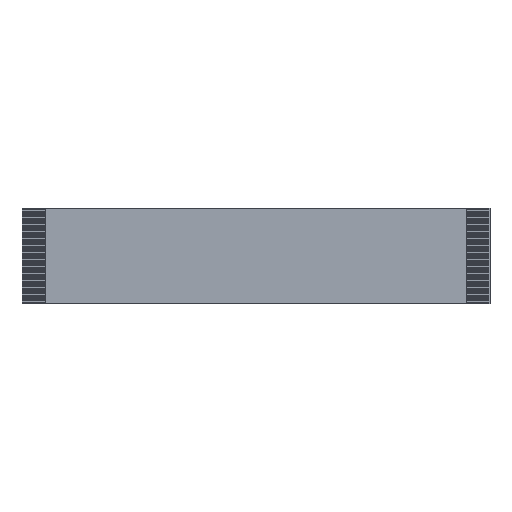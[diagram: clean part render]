
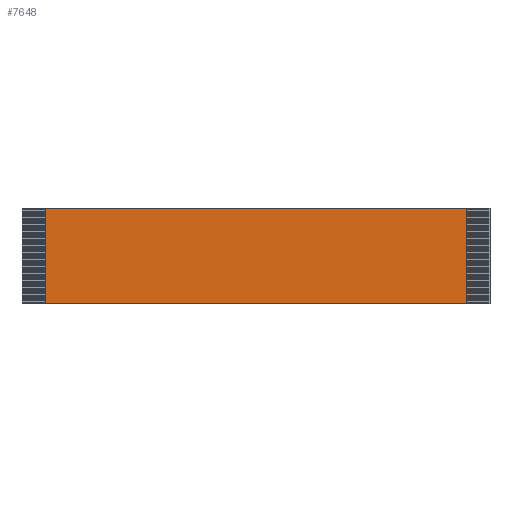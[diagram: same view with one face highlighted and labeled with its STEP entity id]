
A CAD part, top view. The second image highlights one B-rep face of the part: STEP entity #7648.
In plain terms, the highlighted planar face has unit normal (0, 0, 1).
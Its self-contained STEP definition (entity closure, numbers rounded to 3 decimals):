
#1629=ORIENTED_EDGE('',*,*,#2317,.T.);
#1630=ORIENTED_EDGE('',*,*,#2562,.F.);
#1631=ORIENTED_EDGE('',*,*,#2314,.F.);
#1632=ORIENTED_EDGE('',*,*,#2561,.T.);
#2314=EDGE_CURVE('',#3067,#3068,#3668,.T.);
#2317=EDGE_CURVE('',#3070,#3069,#3671,.T.);
#2561=EDGE_CURVE('',#3067,#3070,#3915,.T.);
#2562=EDGE_CURVE('',#3068,#3069,#3916,.T.);
#3067=VERTEX_POINT('',#10482);
#3068=VERTEX_POINT('',#10484);
#3069=VERTEX_POINT('',#10488);
#3070=VERTEX_POINT('',#10490);
#3668=LINE('',#10483,#4514);
#3671=LINE('',#10489,#4517);
#3915=LINE('',#10899,#4761);
#3916=LINE('',#10901,#4762);
#4514=VECTOR('',#8701,1000.);
#4517=VECTOR('',#8706,1000.);
#4761=VECTOR('',#9280,1000.);
#4762=VECTOR('',#9283,1000.);
#5021=EDGE_LOOP('',(#1629,#1630,#1631,#1632));
#5281=FACE_BOUND('',#5021,.T.);
#5541=PLANE('',#7915);
#7648=ADVANCED_FACE('',(#5281),#5541,.F.);
#7915=AXIS2_PLACEMENT_3D('',#10900,#9281,#9282);
#8701=DIRECTION('',(1.,0.,0.));
#8706=DIRECTION('',(1.,0.,0.));
#9280=DIRECTION('',(0.,-1.,0.));
#9281=DIRECTION('',(0.,0.,-1.));
#9282=DIRECTION('',(-1.,0.,0.));
#9283=DIRECTION('',(0.,-1.,0.));
#10482=CARTESIAN_POINT('',(-45.,10.25,0.138));
#10483=CARTESIAN_POINT('',(-45.,10.25,0.138));
#10484=CARTESIAN_POINT('',(45.,10.25,0.138));
#10488=CARTESIAN_POINT('',(45.,-10.25,0.138));
#10489=CARTESIAN_POINT('',(-45.,-10.25,0.138));
#10490=CARTESIAN_POINT('',(-45.,-10.25,0.138));
#10899=CARTESIAN_POINT('',(-45.,10.25,0.138));
#10900=CARTESIAN_POINT('',(-45.,10.25,0.138));
#10901=CARTESIAN_POINT('',(45.,10.25,0.138));
